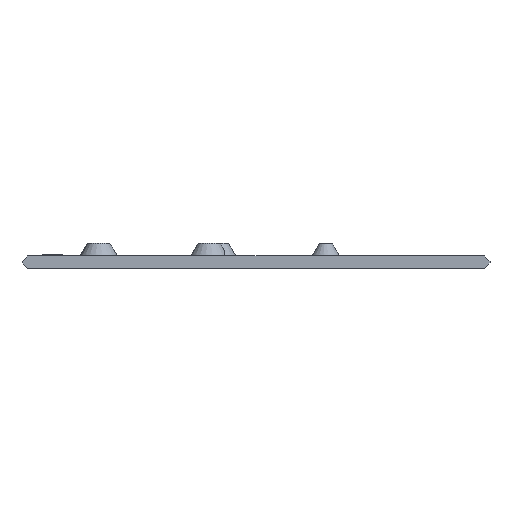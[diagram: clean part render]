
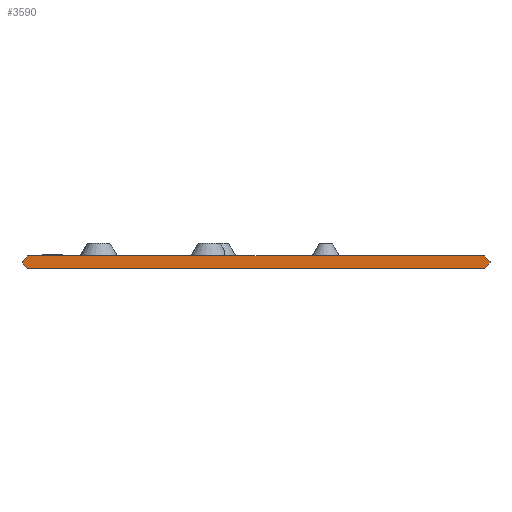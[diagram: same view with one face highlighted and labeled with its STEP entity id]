
A CAD part, front view. The second image highlights one B-rep face of the part: STEP entity #3590.
In plain terms, the highlighted planar face has unit normal (0, -1, 0).
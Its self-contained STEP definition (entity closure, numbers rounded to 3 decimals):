
#320=PLANE('',#3782);
#501=FACE_OUTER_BOUND('',#739,.T.);
#739=EDGE_LOOP('',(#3386,#3387,#3388,#3389,#3390,#3391,#3392,#3393));
#1027=LINE('',#5144,#1415);
#1030=LINE('',#5149,#1418);
#1032=LINE('',#5169,#1420);
#1034=LINE('',#5173,#1422);
#1120=LINE('',#6192,#1508);
#1122=LINE('',#6196,#1510);
#1127=LINE('',#6215,#1515);
#1128=LINE('',#6216,#1516);
#1415=VECTOR('',#4302,10.);
#1418=VECTOR('',#4307,10.);
#1420=VECTOR('',#4327,10.);
#1422=VECTOR('',#4331,10.);
#1508=VECTOR('',#4497,10.);
#1510=VECTOR('',#4501,10.);
#1515=VECTOR('',#4524,10.);
#1516=VECTOR('',#4525,10.);
#1758=VERTEX_POINT('',#5141);
#1759=VERTEX_POINT('',#5143);
#1760=VERTEX_POINT('',#5147);
#1769=VERTEX_POINT('',#5167);
#1770=VERTEX_POINT('',#5171);
#1883=VERTEX_POINT('',#6190);
#1884=VERTEX_POINT('',#6194);
#1889=VERTEX_POINT('',#6214);
#2191=EDGE_CURVE('',#1759,#1758,#1027,.T.);
#2194=EDGE_CURVE('',#1758,#1760,#1030,.T.);
#2204=EDGE_CURVE('',#1760,#1769,#1032,.T.);
#2206=EDGE_CURVE('',#1769,#1770,#1034,.T.);
#2380=EDGE_CURVE('',#1770,#1883,#1120,.T.);
#2382=EDGE_CURVE('',#1883,#1884,#1122,.T.);
#2391=EDGE_CURVE('',#1884,#1889,#1127,.T.);
#2392=EDGE_CURVE('',#1889,#1759,#1128,.T.);
#3386=ORIENTED_EDGE('',*,*,#2382,.T.);
#3387=ORIENTED_EDGE('',*,*,#2391,.T.);
#3388=ORIENTED_EDGE('',*,*,#2392,.T.);
#3389=ORIENTED_EDGE('',*,*,#2191,.T.);
#3390=ORIENTED_EDGE('',*,*,#2194,.T.);
#3391=ORIENTED_EDGE('',*,*,#2204,.T.);
#3392=ORIENTED_EDGE('',*,*,#2206,.T.);
#3393=ORIENTED_EDGE('',*,*,#2380,.T.);
#3590=ADVANCED_FACE('',(#501),#320,.T.);
#3782=AXIS2_PLACEMENT_3D('',#6213,#4522,#4523);
#4302=DIRECTION('',(0.707,0.,-0.707));
#4307=DIRECTION('',(1.,0.,0.));
#4327=DIRECTION('',(0.707,0.,0.707));
#4331=DIRECTION('',(0.,0.,1.));
#4497=DIRECTION('',(-0.707,0.,0.707));
#4501=DIRECTION('',(-1.,0.,0.));
#4522=DIRECTION('center_axis',(0.,-1.,0.));
#4523=DIRECTION('ref_axis',(0.,0.,-1.));
#4524=DIRECTION('',(-0.707,0.,-0.707));
#4525=DIRECTION('',(0.,0.,-1.));
#5141=CARTESIAN_POINT('',(-72.5,-15.,-2.));
#5143=CARTESIAN_POINT('',(-74.3,-15.,-0.2));
#5144=CARTESIAN_POINT('',(-74.3,-15.,-0.2));
#5147=CARTESIAN_POINT('',(72.5,-15.,-2.));
#5149=CARTESIAN_POINT('',(72.5,-15.,-2.));
#5167=CARTESIAN_POINT('',(74.3,-15.,-0.2));
#5169=CARTESIAN_POINT('',(74.3,-15.,-0.2));
#5171=CARTESIAN_POINT('',(74.3,-15.,0.2));
#5173=CARTESIAN_POINT('',(74.3,-15.,0.2));
#6190=CARTESIAN_POINT('',(72.5,-15.,2.));
#6192=CARTESIAN_POINT('',(72.5,-15.,2.));
#6194=CARTESIAN_POINT('',(-72.5,-15.,2.));
#6196=CARTESIAN_POINT('',(-72.5,-15.,2.));
#6213=CARTESIAN_POINT('Origin',(0.,-15.,0.));
#6214=CARTESIAN_POINT('',(-74.3,-15.,0.2));
#6215=CARTESIAN_POINT('',(-72.5,-15.,2.));
#6216=CARTESIAN_POINT('',(-74.3,-15.,0.));
